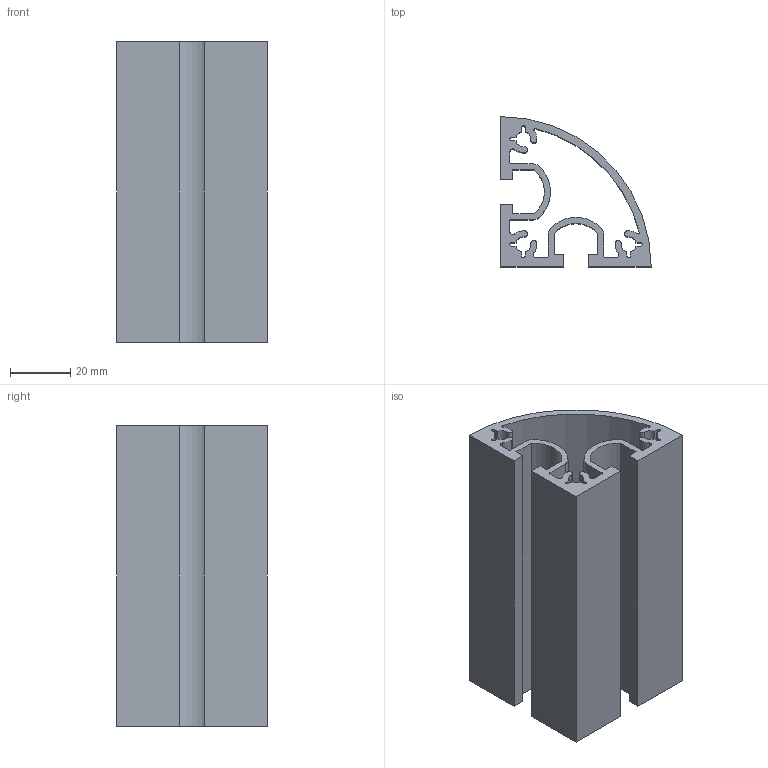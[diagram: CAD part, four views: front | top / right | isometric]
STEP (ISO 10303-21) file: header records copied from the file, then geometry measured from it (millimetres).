
FILE_DESCRIPTION((''),'2;1');
FILE_NAME('AF5050R-8.stp','2009-08-29T11:05:39',('Administrator'),(''),'Autodesk Inventor 2008','Autodesk Inventor 2008','');
FILE_SCHEMA(('AUTOMOTIVE_DESIGN { 1 0 10303 214 1 1 1 1 }'));
Length unit declared in the file: millimetre
Products named in the file (1): AF5050R-8
Bounding box: 50 x 50 x 100 mm (x, y, z)
Volume: 69478.2 mm3; surface area: 51957 mm2
Topology: 1 solids, 1 shells, 85 faces, 249 edges, 166 vertices
Faces by surface type: cylinder 47, plane 38
Entity records: 2887 total; most frequent: DIRECTION 515, CARTESIAN_POINT 501, ORIENTED_EDGE 498, EDGE_CURVE 249, AXIS2_PLACEMENT_3D 180, VERTEX_POINT 166, VECTOR 155, LINE 155
